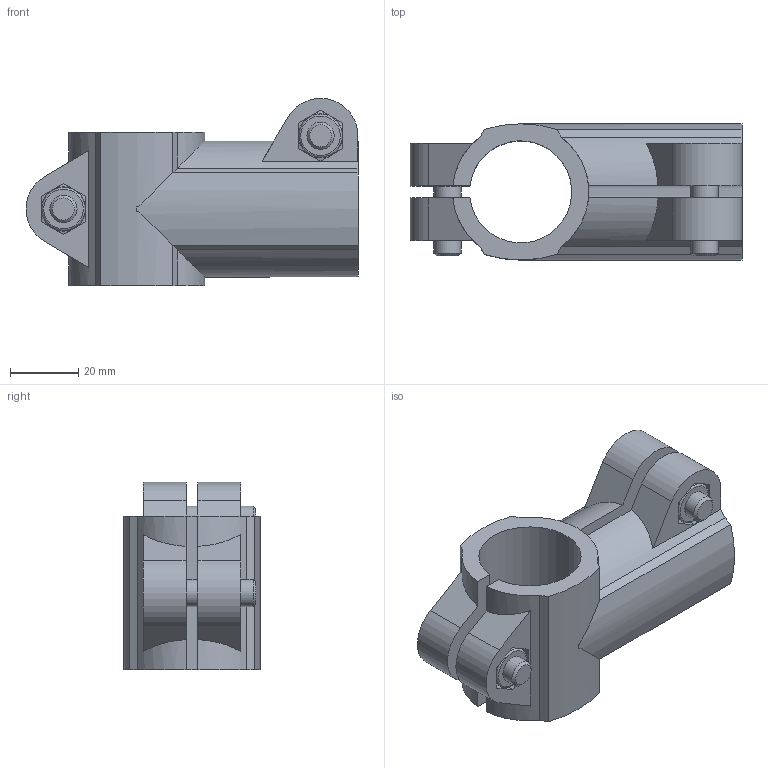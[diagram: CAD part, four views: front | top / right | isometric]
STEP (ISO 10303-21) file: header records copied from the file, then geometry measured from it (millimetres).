
FILE_DESCRIPTION( ( 'STEP AP214' ), '1' );
FILE_NAME( 'K0475.3030.stp', '2020-12-08T09:32:44', ( '' ), ( '' ), ' ', 'PARTsolutions', ' ' );
FILE_SCHEMA( ( 'AUTOMOTIVE_DESIGN { 1 0 10303 214 1 1 1 1 }' ) );
Length unit declared in the file: millimetre
Products named in the file (1): _K0475.3030
Bounding box: 97.5 x 40 x 54.99 mm (x, y, z)
Volume: 68336.4 mm3; surface area: 28390.9 mm2
Topology: 1 solids, 1 shells, 168 faces, 448 edges, 294 vertices
Faces by surface type: plane 96, cylinder 42, cone 26, torus 4
Full cylindrical faces by diameter (mm): 8 x4, 8.5 x4, 12.6 x2, 12.9 x2
Entity records: 6647 total; most frequent: CARTESIAN_POINT 1196, ORIENTED_EDGE 848, DIRECTION 827, EDGE_CURVE 424, AXIS2_PLACEMENT_3D 291, VERTEX_POINT 288, LINE 245, VECTOR 245
